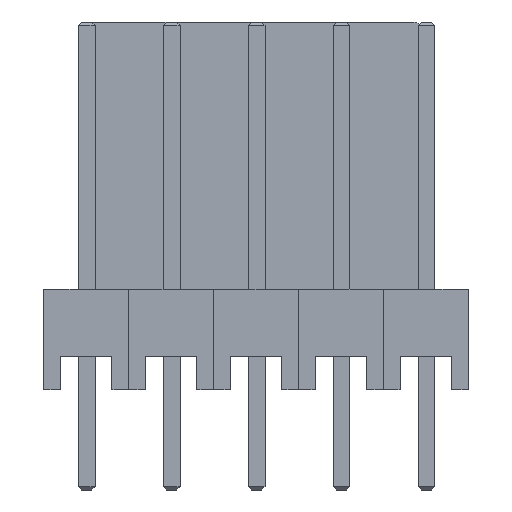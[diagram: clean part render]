
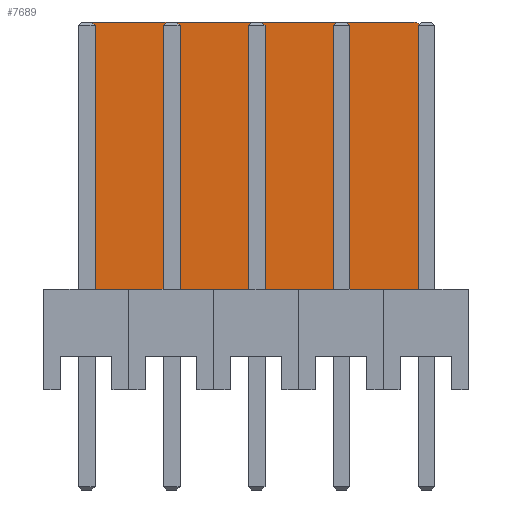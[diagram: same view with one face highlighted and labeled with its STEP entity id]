
A CAD part, front view. The second image highlights one B-rep face of the part: STEP entity #7689.
In plain terms, the highlighted face is planar.
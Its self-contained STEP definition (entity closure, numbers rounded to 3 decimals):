
#7339 = PLANE('',#7340);
#7340 = AXIS2_PLACEMENT_3D('',#7341,#7342,#7343);
#7341 = CARTESIAN_POINT('',(11.36,3.,0.));
#7342 = DIRECTION('',(-1.,0.,0.));
#7343 = DIRECTION('',(0.,1.,0.));
#7364 = VERTEX_POINT('',#7365);
#7365 = CARTESIAN_POINT('',(11.36,3.,1.));
#7379 = PLANE('',#7380);
#7380 = AXIS2_PLACEMENT_3D('',#7381,#7382,#7383);
#7381 = CARTESIAN_POINT('',(1.2,3.,0.));
#7382 = DIRECTION('',(0.,1.,0.));
#7383 = DIRECTION('',(1.,0.,0.));
#7391 = EDGE_CURVE('',#7364,#7392,#7394,.T.);
#7392 = VERTEX_POINT('',#7393);
#7393 = CARTESIAN_POINT('',(11.36,10.7,1.));
#7394 = SURFACE_CURVE('',#7395,(#7399,#7406),.PCURVE_S1.);
#7395 = LINE('',#7396,#7397);
#7396 = CARTESIAN_POINT('',(11.36,3.,1.));
#7397 = VECTOR('',#7398,1.);
#7398 = DIRECTION('',(0.,1.,0.));
#7399 = PCURVE('',#7339,#7400);
#7400 = DEFINITIONAL_REPRESENTATION('',(#7401),#7405);
#7401 = LINE('',#7402,#7403);
#7402 = CARTESIAN_POINT('',(0.,-1.));
#7403 = VECTOR('',#7404,1.);
#7404 = DIRECTION('',(1.,0.));
#7405 = ( GEOMETRIC_REPRESENTATION_CONTEXT(2) 
PARAMETRIC_REPRESENTATION_CONTEXT() REPRESENTATION_CONTEXT('2D SPACE',''
  ) );
#7406 = PCURVE('',#7407,#7412);
#7407 = PLANE('',#7408);
#7408 = AXIS2_PLACEMENT_3D('',#7409,#7410,#7411);
#7409 = CARTESIAN_POINT('',(11.36,3.,1.));
#7410 = DIRECTION('',(0.,0.,-1.));
#7411 = DIRECTION('',(0.,1.,0.));
#7412 = DEFINITIONAL_REPRESENTATION('',(#7413),#7417);
#7413 = LINE('',#7414,#7415);
#7414 = CARTESIAN_POINT('',(0.,0.));
#7415 = VECTOR('',#7416,1.);
#7416 = DIRECTION('',(1.,0.));
#7417 = ( GEOMETRIC_REPRESENTATION_CONTEXT(2) 
PARAMETRIC_REPRESENTATION_CONTEXT() REPRESENTATION_CONTEXT('2D SPACE',''
  ) );
#7433 = CYLINDRICAL_SURFACE('',#7434,0.3);
#7434 = AXIS2_PLACEMENT_3D('',#7435,#7436,#7437);
#7435 = CARTESIAN_POINT('',(11.06,10.7,0.));
#7436 = DIRECTION('',(0.,0.,1.));
#7437 = DIRECTION('',(1.,0.,-0.));
#7488 = PLANE('',#7489);
#7489 = AXIS2_PLACEMENT_3D('',#7490,#7491,#7492);
#7490 = CARTESIAN_POINT('',(1.2,11.,0.));
#7491 = DIRECTION('',(1.,0.,0.));
#7492 = DIRECTION('',(0.,-1.,0.));
#7521 = CYLINDRICAL_SURFACE('',#7522,0.3);
#7522 = AXIS2_PLACEMENT_3D('',#7523,#7524,#7525);
#7523 = CARTESIAN_POINT('',(1.5,10.7,0.));
#7524 = DIRECTION('',(0.,0.,1.));
#7525 = DIRECTION('',(-0.,1.,0.));
#7549 = PLANE('',#7550);
#7550 = AXIS2_PLACEMENT_3D('',#7551,#7552,#7553);
#7551 = CARTESIAN_POINT('',(11.36,11.,0.));
#7552 = DIRECTION('',(0.,-1.,0.));
#7553 = DIRECTION('',(-1.,0.,0.));
#7592 = VERTEX_POINT('',#7593);
#7593 = CARTESIAN_POINT('',(11.06,11.,1.));
#7614 = EDGE_CURVE('',#7392,#7592,#7615,.T.);
#7615 = SURFACE_CURVE('',#7616,(#7621,#7628),.PCURVE_S1.);
#7616 = CIRCLE('',#7617,0.3);
#7617 = AXIS2_PLACEMENT_3D('',#7618,#7619,#7620);
#7618 = CARTESIAN_POINT('',(11.06,10.7,1.));
#7619 = DIRECTION('',(0.,0.,1.));
#7620 = DIRECTION('',(0.,-1.,0.));
#7621 = PCURVE('',#7433,#7622);
#7622 = DEFINITIONAL_REPRESENTATION('',(#7623),#7627);
#7623 = LINE('',#7624,#7625);
#7624 = CARTESIAN_POINT('',(-1.571,1.));
#7625 = VECTOR('',#7626,1.);
#7626 = DIRECTION('',(1.,0.));
#7627 = ( GEOMETRIC_REPRESENTATION_CONTEXT(2) 
PARAMETRIC_REPRESENTATION_CONTEXT() REPRESENTATION_CONTEXT('2D SPACE',''
  ) );
#7628 = PCURVE('',#7407,#7629);
#7629 = DEFINITIONAL_REPRESENTATION('',(#7630),#7638);
#7630 = ( BOUNDED_CURVE() B_SPLINE_CURVE(2,(#7631,#7632,#7633,#7634,
#7635,#7636,#7637),.UNSPECIFIED.,.F.,.F.) B_SPLINE_CURVE_WITH_KNOTS((1,2
    ,2,2,2,1),(-2.094,0.,2.094,4.189,
6.283,8.378),.UNSPECIFIED.) CURVE() 
GEOMETRIC_REPRESENTATION_ITEM() RATIONAL_B_SPLINE_CURVE((1.,0.5,1.,0.5,
1.,0.5,1.)) REPRESENTATION_ITEM('') );
#7631 = CARTESIAN_POINT('',(7.4,-0.3));
#7632 = CARTESIAN_POINT('',(7.4,0.22));
#7633 = CARTESIAN_POINT('',(7.85,-0.04));
#7634 = CARTESIAN_POINT('',(8.3,-0.3));
#7635 = CARTESIAN_POINT('',(7.85,-0.56));
#7636 = CARTESIAN_POINT('',(7.4,-0.82));
#7637 = CARTESIAN_POINT('',(7.4,-0.3));
#7638 = ( GEOMETRIC_REPRESENTATION_CONTEXT(2) 
PARAMETRIC_REPRESENTATION_CONTEXT() REPRESENTATION_CONTEXT('2D SPACE',''
  ) );
#7645 = VERTEX_POINT('',#7646);
#7646 = CARTESIAN_POINT('',(1.2,3.,1.));
#7667 = EDGE_CURVE('',#7645,#7364,#7668,.T.);
#7668 = SURFACE_CURVE('',#7669,(#7673,#7680),.PCURVE_S1.);
#7669 = LINE('',#7670,#7671);
#7670 = CARTESIAN_POINT('',(1.2,3.,1.));
#7671 = VECTOR('',#7672,1.);
#7672 = DIRECTION('',(1.,0.,0.));
#7673 = PCURVE('',#7379,#7674);
#7674 = DEFINITIONAL_REPRESENTATION('',(#7675),#7679);
#7675 = LINE('',#7676,#7677);
#7676 = CARTESIAN_POINT('',(0.,-1.));
#7677 = VECTOR('',#7678,1.);
#7678 = DIRECTION('',(1.,0.));
#7679 = ( GEOMETRIC_REPRESENTATION_CONTEXT(2) 
PARAMETRIC_REPRESENTATION_CONTEXT() REPRESENTATION_CONTEXT('2D SPACE',''
  ) );
#7680 = PCURVE('',#7407,#7681);
#7681 = DEFINITIONAL_REPRESENTATION('',(#7682),#7686);
#7682 = LINE('',#7683,#7684);
#7683 = CARTESIAN_POINT('',(0.,-10.16));
#7684 = VECTOR('',#7685,1.);
#7685 = DIRECTION('',(0.,1.));
#7686 = ( GEOMETRIC_REPRESENTATION_CONTEXT(2) 
PARAMETRIC_REPRESENTATION_CONTEXT() REPRESENTATION_CONTEXT('2D SPACE',''
  ) );
#7689 = ADVANCED_FACE('',(#7690),#7407,.F.);
#7690 = FACE_BOUND('',#7691,.F.);
#7691 = EDGE_LOOP('',(#7692,#7693,#7694,#7717,#7745,#7766));
#7692 = ORIENTED_EDGE('',*,*,#7391,.F.);
#7693 = ORIENTED_EDGE('',*,*,#7667,.F.);
#7694 = ORIENTED_EDGE('',*,*,#7695,.F.);
#7695 = EDGE_CURVE('',#7696,#7645,#7698,.T.);
#7696 = VERTEX_POINT('',#7697);
#7697 = CARTESIAN_POINT('',(1.2,10.7,1.));
#7698 = SURFACE_CURVE('',#7699,(#7703,#7710),.PCURVE_S1.);
#7699 = LINE('',#7700,#7701);
#7700 = CARTESIAN_POINT('',(1.2,11.,1.));
#7701 = VECTOR('',#7702,1.);
#7702 = DIRECTION('',(0.,-1.,0.));
#7703 = PCURVE('',#7407,#7704);
#7704 = DEFINITIONAL_REPRESENTATION('',(#7705),#7709);
#7705 = LINE('',#7706,#7707);
#7706 = CARTESIAN_POINT('',(8.,-10.16));
#7707 = VECTOR('',#7708,1.);
#7708 = DIRECTION('',(-1.,0.));
#7709 = ( GEOMETRIC_REPRESENTATION_CONTEXT(2) 
PARAMETRIC_REPRESENTATION_CONTEXT() REPRESENTATION_CONTEXT('2D SPACE',''
  ) );
#7710 = PCURVE('',#7488,#7711);
#7711 = DEFINITIONAL_REPRESENTATION('',(#7712),#7716);
#7712 = LINE('',#7713,#7714);
#7713 = CARTESIAN_POINT('',(0.,-1.));
#7714 = VECTOR('',#7715,1.);
#7715 = DIRECTION('',(1.,0.));
#7716 = ( GEOMETRIC_REPRESENTATION_CONTEXT(2) 
PARAMETRIC_REPRESENTATION_CONTEXT() REPRESENTATION_CONTEXT('2D SPACE',''
  ) );
#7717 = ORIENTED_EDGE('',*,*,#7718,.F.);
#7718 = EDGE_CURVE('',#7719,#7696,#7721,.T.);
#7719 = VERTEX_POINT('',#7720);
#7720 = CARTESIAN_POINT('',(1.5,11.,1.));
#7721 = SURFACE_CURVE('',#7722,(#7727,#7738),.PCURVE_S1.);
#7722 = CIRCLE('',#7723,0.3);
#7723 = AXIS2_PLACEMENT_3D('',#7724,#7725,#7726);
#7724 = CARTESIAN_POINT('',(1.5,10.7,1.));
#7725 = DIRECTION('',(0.,0.,1.));
#7726 = DIRECTION('',(0.,-1.,0.));
#7727 = PCURVE('',#7407,#7728);
#7728 = DEFINITIONAL_REPRESENTATION('',(#7729),#7737);
#7729 = ( BOUNDED_CURVE() B_SPLINE_CURVE(2,(#7730,#7731,#7732,#7733,
#7734,#7735,#7736),.UNSPECIFIED.,.F.,.F.) B_SPLINE_CURVE_WITH_KNOTS((1,2
    ,2,2,2,1),(-2.094,0.,2.094,4.189,
6.283,8.378),.UNSPECIFIED.) CURVE() 
GEOMETRIC_REPRESENTATION_ITEM() RATIONAL_B_SPLINE_CURVE((1.,0.5,1.,0.5,
1.,0.5,1.)) REPRESENTATION_ITEM('') );
#7730 = CARTESIAN_POINT('',(7.4,-9.86));
#7731 = CARTESIAN_POINT('',(7.4,-9.34));
#7732 = CARTESIAN_POINT('',(7.85,-9.6));
#7733 = CARTESIAN_POINT('',(8.3,-9.86));
#7734 = CARTESIAN_POINT('',(7.85,-10.12));
#7735 = CARTESIAN_POINT('',(7.4,-10.38));
#7736 = CARTESIAN_POINT('',(7.4,-9.86));
#7737 = ( GEOMETRIC_REPRESENTATION_CONTEXT(2) 
PARAMETRIC_REPRESENTATION_CONTEXT() REPRESENTATION_CONTEXT('2D SPACE',''
  ) );
#7738 = PCURVE('',#7521,#7739);
#7739 = DEFINITIONAL_REPRESENTATION('',(#7740),#7744);
#7740 = LINE('',#7741,#7742);
#7741 = CARTESIAN_POINT('',(-3.142,1.));
#7742 = VECTOR('',#7743,1.);
#7743 = DIRECTION('',(1.,0.));
#7744 = ( GEOMETRIC_REPRESENTATION_CONTEXT(2) 
PARAMETRIC_REPRESENTATION_CONTEXT() REPRESENTATION_CONTEXT('2D SPACE',''
  ) );
#7745 = ORIENTED_EDGE('',*,*,#7746,.F.);
#7746 = EDGE_CURVE('',#7592,#7719,#7747,.T.);
#7747 = SURFACE_CURVE('',#7748,(#7752,#7759),.PCURVE_S1.);
#7748 = LINE('',#7749,#7750);
#7749 = CARTESIAN_POINT('',(11.36,11.,1.));
#7750 = VECTOR('',#7751,1.);
#7751 = DIRECTION('',(-1.,0.,0.));
#7752 = PCURVE('',#7407,#7753);
#7753 = DEFINITIONAL_REPRESENTATION('',(#7754),#7758);
#7754 = LINE('',#7755,#7756);
#7755 = CARTESIAN_POINT('',(8.,0.));
#7756 = VECTOR('',#7757,1.);
#7757 = DIRECTION('',(0.,-1.));
#7758 = ( GEOMETRIC_REPRESENTATION_CONTEXT(2) 
PARAMETRIC_REPRESENTATION_CONTEXT() REPRESENTATION_CONTEXT('2D SPACE',''
  ) );
#7759 = PCURVE('',#7549,#7760);
#7760 = DEFINITIONAL_REPRESENTATION('',(#7761),#7765);
#7761 = LINE('',#7762,#7763);
#7762 = CARTESIAN_POINT('',(0.,-1.));
#7763 = VECTOR('',#7764,1.);
#7764 = DIRECTION('',(1.,0.));
#7765 = ( GEOMETRIC_REPRESENTATION_CONTEXT(2) 
PARAMETRIC_REPRESENTATION_CONTEXT() REPRESENTATION_CONTEXT('2D SPACE',''
  ) );
#7766 = ORIENTED_EDGE('',*,*,#7614,.F.);
